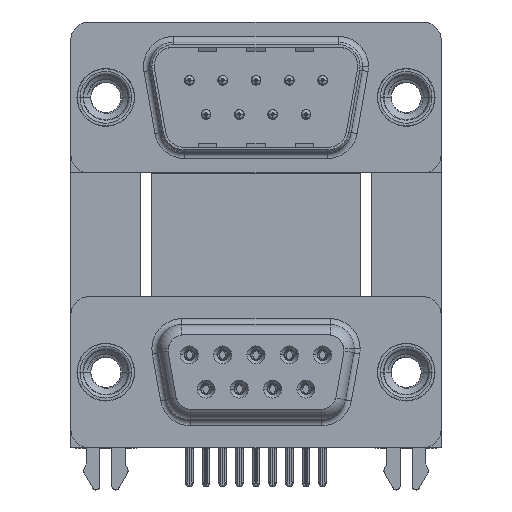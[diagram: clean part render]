
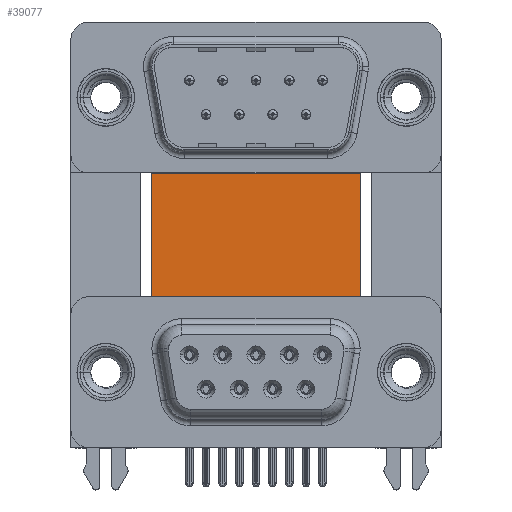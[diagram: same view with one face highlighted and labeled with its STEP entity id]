
A CAD part, top view. The second image highlights one B-rep face of the part: STEP entity #39077.
In plain terms, the highlighted planar face has unit normal (0, 0, 1).
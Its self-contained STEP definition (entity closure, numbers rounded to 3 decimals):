
#130 = AXIS2_PLACEMENT_3D ( 'NONE', #15937, #18351, #28240 ) ;
#429 = DIRECTION ( 'NONE',  ( -0.336, 0.942, 0. ) ) ;
#1439 = EDGE_CURVE ( 'NONE', #28186, #6172, #36423, .T. ) ;
#1633 = VECTOR ( 'NONE', #9574, 1000. ) ;
#2848 = CARTESIAN_POINT ( 'NONE',  ( 2.9, -3.735, -12. ) ) ;
#3686 = VERTEX_POINT ( 'NONE', #5602 ) ;
#4776 = EDGE_CURVE ( 'NONE', #32907, #7683, #32678, .T. ) ;
#5076 = LINE ( 'NONE', #17382, #16909 ) ;
#5280 = VECTOR ( 'NONE', #30301, 1000. ) ;
#5472 = CARTESIAN_POINT ( 'NONE',  ( 2.4, -4.635, -12. ) ) ;
#5602 = CARTESIAN_POINT ( 'NONE',  ( 3.79, -0.735, -12. ) ) ;
#5765 = CARTESIAN_POINT ( 'NONE',  ( 22.09, -4.635, -12. ) ) ;
#5857 = VERTEX_POINT ( 'NONE', #5472 ) ;
#6172 = VERTEX_POINT ( 'NONE', #14087 ) ;
#6373 = VECTOR ( 'NONE', #429, 1000. ) ;
#6465 = CARTESIAN_POINT ( 'NONE',  ( 2.9, -3.735, -12. ) ) ;
#6644 = EDGE_CURVE ( 'NONE', #6172, #29834, #5076, .T. ) ;
#6830 = EDGE_CURVE ( 'NONE', #15769, #36190, #33326, .T. ) ;
#6949 = VECTOR ( 'NONE', #21599, 1000. ) ;
#7304 = EDGE_CURVE ( 'NONE', #3686, #5857, #34078, .T. ) ;
#7683 = VERTEX_POINT ( 'NONE', #30205 ) ;
#9051 = CARTESIAN_POINT ( 'NONE',  ( 3.79, -3.735, -12. ) ) ;
#9196 = LINE ( 'NONE', #5765, #18511 ) ;
#9574 = DIRECTION ( 'NONE',  ( 1., 0., 0. ) ) ;
#10131 = ORIENTED_EDGE ( 'NONE', *, *, #1439, .F. ) ;
#10727 = CARTESIAN_POINT ( 'NONE',  ( 3.79, 16.585, -12. ) ) ;
#10925 = LINE ( 'NONE', #10727, #36603 ) ;
#11252 = CARTESIAN_POINT ( 'NONE',  ( 22.59, -4.635, -12. ) ) ;
#12244 = DIRECTION ( 'NONE',  ( 1., 0., 0. ) ) ;
#12303 = DIRECTION ( 'NONE',  ( 1., 0., 0. ) ) ;
#13323 = ORIENTED_EDGE ( 'NONE', *, *, #28244, .T. ) ;
#14087 = CARTESIAN_POINT ( 'NONE',  ( 21.2, 16.585, -12. ) ) ;
#15769 = VERTEX_POINT ( 'NONE', #22004 ) ;
#15773 = CARTESIAN_POINT ( 'NONE',  ( 22.59, -4.635, -12. ) ) ;
#15883 = EDGE_CURVE ( 'NONE', #5857, #15769, #37350, .T. ) ;
#15937 = CARTESIAN_POINT ( 'NONE',  ( 3.79, 16.585, -12. ) ) ;
#16244 = EDGE_LOOP ( 'NONE', ( #18059, #38622, #13323, #33802, #37554, #10131, #27287, #37384, #30272, #30293 ) ) ;
#16909 = VECTOR ( 'NONE', #26667, 1000. ) ;
#16967 = EDGE_CURVE ( 'NONE', #19211, #29834, #31102, .T. ) ;
#17382 = CARTESIAN_POINT ( 'NONE',  ( 21.2, 16.585, -12. ) ) ;
#18059 = ORIENTED_EDGE ( 'NONE', *, *, #37827, .T. ) ;
#18351 = DIRECTION ( 'NONE',  ( 0., 0., -1. ) ) ;
#18511 = VECTOR ( 'NONE', #12244, 1000. ) ;
#19211 = VERTEX_POINT ( 'NONE', #11252 ) ;
#19430 = CARTESIAN_POINT ( 'NONE',  ( 21.2, -0.735, -12. ) ) ;
#20564 = CARTESIAN_POINT ( 'NONE',  ( 22.09, -3.735, -12. ) ) ;
#21599 = DIRECTION ( 'NONE',  ( 1., 0., 0. ) ) ;
#21978 = PLANE ( 'NONE',  #130 ) ;
#22004 = CARTESIAN_POINT ( 'NONE',  ( 2.9, -4.635, -12. ) ) ;
#23202 = DIRECTION ( 'NONE',  ( 0., -1., 0. ) ) ;
#24808 = FACE_OUTER_BOUND ( 'NONE', #16244, .T. ) ;
#25214 = VECTOR ( 'NONE', #23202, 1000. ) ;
#26667 = DIRECTION ( 'NONE',  ( 0., -1., 0. ) ) ;
#27287 = ORIENTED_EDGE ( 'NONE', *, *, #28549, .T. ) ;
#27335 = CARTESIAN_POINT ( 'NONE',  ( 3.79, 16.585, -12. ) ) ;
#28186 = VERTEX_POINT ( 'NONE', #39891 ) ;
#28240 = DIRECTION ( 'NONE',  ( -1., 0., 0. ) ) ;
#28244 = EDGE_CURVE ( 'NONE', #7683, #19211, #9196, .T. ) ;
#28549 = EDGE_CURVE ( 'NONE', #28186, #3686, #10925, .T. ) ;
#28627 = CARTESIAN_POINT ( 'NONE',  ( 2.4, -4.635, -12. ) ) ;
#29185 = VECTOR ( 'NONE', #31662, 1000. ) ;
#29486 = DIRECTION ( 'NONE',  ( 0., -1., 0. ) ) ;
#29834 = VERTEX_POINT ( 'NONE', #19430 ) ;
#30205 = CARTESIAN_POINT ( 'NONE',  ( 22.09, -4.635, -12. ) ) ;
#30272 = ORIENTED_EDGE ( 'NONE', *, *, #15883, .T. ) ;
#30293 = ORIENTED_EDGE ( 'NONE', *, *, #6830, .T. ) ;
#30301 = DIRECTION ( 'NONE',  ( 0., 1., 0. ) ) ;
#31102 = LINE ( 'NONE', #15773, #6373 ) ;
#31296 = CARTESIAN_POINT ( 'NONE',  ( 2.9, -4.635, -12. ) ) ;
#31662 = DIRECTION ( 'NONE',  ( -0.336, -0.942, 0. ) ) ;
#32678 = LINE ( 'NONE', #20564, #25214 ) ;
#32907 = VERTEX_POINT ( 'NONE', #34464 ) ;
#33326 = LINE ( 'NONE', #2848, #5280 ) ;
#33802 = ORIENTED_EDGE ( 'NONE', *, *, #16967, .T. ) ;
#34078 = LINE ( 'NONE', #28627, #29185 ) ;
#34464 = CARTESIAN_POINT ( 'NONE',  ( 22.09, -3.735, -12. ) ) ;
#36190 = VERTEX_POINT ( 'NONE', #6465 ) ;
#36423 = LINE ( 'NONE', #27335, #1633 ) ;
#36603 = VECTOR ( 'NONE', #29486, 1000. ) ;
#36705 = LINE ( 'NONE', #9051, #38098 ) ;
#37350 = LINE ( 'NONE', #31296, #6949 ) ;
#37384 = ORIENTED_EDGE ( 'NONE', *, *, #7304, .T. ) ;
#37554 = ORIENTED_EDGE ( 'NONE', *, *, #6644, .F. ) ;
#37827 = EDGE_CURVE ( 'NONE', #36190, #32907, #36705, .T. ) ;
#38098 = VECTOR ( 'NONE', #12303, 1000. ) ;
#38622 = ORIENTED_EDGE ( 'NONE', *, *, #4776, .T. ) ;
#39077 = ADVANCED_FACE ( 'NONE', ( #24808 ), #21978, .F. ) ;
#39891 = CARTESIAN_POINT ( 'NONE',  ( 3.79, 16.585, -12. ) ) ;
